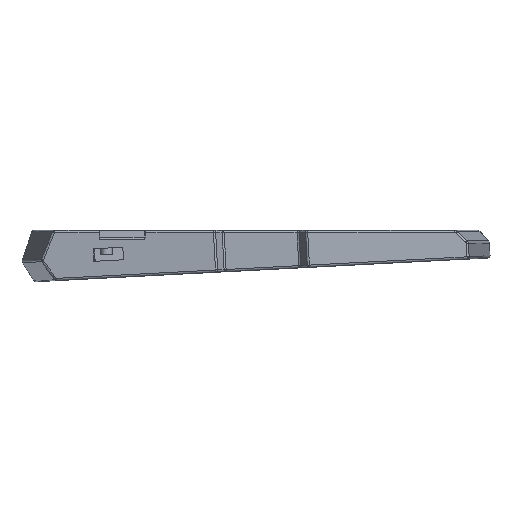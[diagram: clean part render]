
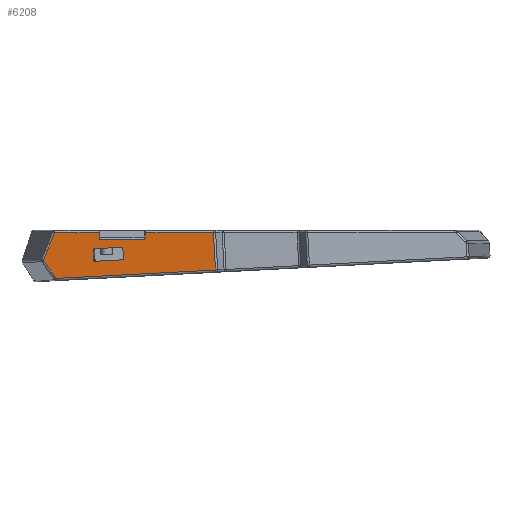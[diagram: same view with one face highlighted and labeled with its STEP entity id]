
A CAD part, left-side view. The second image highlights one B-rep face of the part: STEP entity #6208.
In plain terms, the highlighted planar face has unit normal (-0.996, 0.087, -0.005).
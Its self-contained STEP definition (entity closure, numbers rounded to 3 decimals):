
#406=FACE_BOUND('',#1431,.T.);
#698=B_SPLINE_CURVE_WITH_KNOTS('',3,(#15764,#15765,#15766,#15767),
 .UNSPECIFIED.,.F.,.F.,(4,4),(1.058,2.374),
 .UNSPECIFIED.);
#700=B_SPLINE_CURVE_WITH_KNOTS('',3,(#15796,#15797,#15798,#15799),
 .UNSPECIFIED.,.F.,.F.,(4,4),(0.,0.972),.UNSPECIFIED.);
#964=FACE_OUTER_BOUND('',#1430,.T.);
#1430=EDGE_LOOP('',(#5160,#5161,#5162,#5163,#5164,#5165,#5166,#5167,#5168));
#1431=EDGE_LOOP('',(#5169,#5170,#5171,#5172));
#1706=LINE('',#9306,#2208);
#1710=LINE('',#9313,#2212);
#1713=LINE('',#9319,#2215);
#1715=LINE('',#9322,#2217);
#1956=LINE('',#16624,#2458);
#1957=LINE('',#16629,#2459);
#1958=LINE('',#16631,#2460);
#1959=LINE('',#16633,#2461);
#1960=LINE('',#16635,#2462);
#1961=LINE('',#16636,#2463);
#1962=LINE('',#16637,#2464);
#2208=VECTOR('',#7366,10.);
#2212=VECTOR('',#7372,10.);
#2215=VECTOR('',#7377,10.);
#2217=VECTOR('',#7381,10.);
#2458=VECTOR('',#8432,10.);
#2459=VECTOR('',#8439,10.);
#2460=VECTOR('',#8440,10.);
#2461=VECTOR('',#8441,10.);
#2462=VECTOR('',#8442,10.);
#2463=VECTOR('',#8443,10.);
#2464=VECTOR('',#8444,10.);
#2702=VERTEX_POINT('',#9303);
#2703=VERTEX_POINT('',#9305);
#2705=VERTEX_POINT('',#9311);
#2707=VERTEX_POINT('',#9317);
#2952=VERTEX_POINT('',#15715);
#2954=VERTEX_POINT('',#15763);
#2956=VERTEX_POINT('',#15794);
#3044=VERTEX_POINT('',#16618);
#3045=VERTEX_POINT('',#16622);
#3046=VERTEX_POINT('',#16628);
#3047=VERTEX_POINT('',#16630);
#3048=VERTEX_POINT('',#16632);
#3049=VERTEX_POINT('',#16634);
#3280=EDGE_CURVE('',#2703,#2702,#1706,.T.);
#3284=EDGE_CURVE('',#2702,#2705,#1710,.T.);
#3287=EDGE_CURVE('',#2705,#2707,#1713,.T.);
#3289=EDGE_CURVE('',#2707,#2703,#1715,.T.);
#3636=EDGE_CURVE('',#2952,#2954,#698,.T.);
#3640=EDGE_CURVE('',#2956,#2952,#700,.T.);
#3807=EDGE_CURVE('',#3044,#3045,#1956,.T.);
#3809=EDGE_CURVE('',#3046,#3044,#1957,.T.);
#3810=EDGE_CURVE('',#3046,#3047,#1958,.T.);
#3811=EDGE_CURVE('',#3048,#3047,#1959,.T.);
#3812=EDGE_CURVE('',#3048,#3049,#1960,.T.);
#3813=EDGE_CURVE('',#2954,#3049,#1961,.T.);
#3814=EDGE_CURVE('',#3045,#2956,#1962,.T.);
#5160=ORIENTED_EDGE('',*,*,#3807,.F.);
#5161=ORIENTED_EDGE('',*,*,#3809,.F.);
#5162=ORIENTED_EDGE('',*,*,#3810,.T.);
#5163=ORIENTED_EDGE('',*,*,#3811,.F.);
#5164=ORIENTED_EDGE('',*,*,#3812,.T.);
#5165=ORIENTED_EDGE('',*,*,#3813,.F.);
#5166=ORIENTED_EDGE('',*,*,#3636,.F.);
#5167=ORIENTED_EDGE('',*,*,#3640,.F.);
#5168=ORIENTED_EDGE('',*,*,#3814,.F.);
#5169=ORIENTED_EDGE('',*,*,#3280,.T.);
#5170=ORIENTED_EDGE('',*,*,#3284,.T.);
#5171=ORIENTED_EDGE('',*,*,#3287,.T.);
#5172=ORIENTED_EDGE('',*,*,#3289,.T.);
#5880=PLANE('',#6872);
#6208=ADVANCED_FACE('',(#964,#406),#5880,.T.);
#6872=AXIS2_PLACEMENT_3D('',#16627,#8437,#8438);
#7366=DIRECTION('',(0.,-0.052,-0.999));
#7372=DIRECTION('',(0.087,0.995,-0.052));
#7377=DIRECTION('',(0.,0.052,0.999));
#7381=DIRECTION('',(-0.087,-0.995,0.052));
#8432=DIRECTION('',(0.,-0.052,-0.999));
#8437=DIRECTION('center_axis',(-0.996,0.087,-0.005));
#8438=DIRECTION('ref_axis',(-0.005,0.,1.));
#8439=DIRECTION('',(-0.087,-0.996,0.));
#8440=DIRECTION('',(0.005,0.,-1.));
#8441=DIRECTION('',(-0.087,-0.996,0.));
#8442=DIRECTION('',(-0.005,0.,1.));
#8443=DIRECTION('',(-0.087,-0.996,0.));
#8444=DIRECTION('',(0.087,0.995,-0.052));
#9303=CARTESIAN_POINT('',(-156.441,60.005,-12.912));
#9305=CARTESIAN_POINT('',(-156.441,60.292,-7.419));
#9306=CARTESIAN_POINT('',(-156.441,59.806,-16.707));
#9311=CARTESIAN_POINT('',(-155.307,72.937,-13.59));
#9313=CARTESIAN_POINT('',(-154.107,86.616,-14.307));
#9317=CARTESIAN_POINT('',(-155.307,73.225,-8.097));
#9319=CARTESIAN_POINT('',(-155.307,72.882,-14.638));
#9322=CARTESIAN_POINT('',(-154.674,80.438,-8.475));
#15715=CARTESIAN_POINT('',(-153.364,95.164,-13.198));
#15763=CARTESIAN_POINT('',(-153.852,90.221,-1.005));
#15764=CARTESIAN_POINT('Ctrl Pts',(-153.364,95.164,-13.198));
#15765=CARTESIAN_POINT('Ctrl Pts',(-153.527,93.517,-9.134));
#15766=CARTESIAN_POINT('Ctrl Pts',(-153.69,91.869,-5.069));
#15767=CARTESIAN_POINT('Ctrl Pts',(-153.852,90.221,-1.005));
#15794=CARTESIAN_POINT('',(-153.826,89.471,-21.065));
#15796=CARTESIAN_POINT('Ctrl Pts',(-153.826,89.471,-21.065));
#15797=CARTESIAN_POINT('Ctrl Pts',(-153.672,91.368,-18.443));
#15798=CARTESIAN_POINT('Ctrl Pts',(-153.518,93.266,-15.82));
#15799=CARTESIAN_POINT('Ctrl Pts',(-153.364,95.164,-13.198));
#16618=CARTESIAN_POINT('',(-159.944,20.589,-1.005));
#16622=CARTESIAN_POINT('',(-159.944,19.73,-17.41));
#16624=CARTESIAN_POINT('',(-159.944,19.677,-18.409));
#16627=CARTESIAN_POINT('Origin',(-152.907,99.898,-22.613));
#16628=CARTESIAN_POINT('',(-157.317,50.623,-1.005));
#16629=CARTESIAN_POINT('',(-156.757,57.024,-1.005));
#16630=CARTESIAN_POINT('',(-157.303,50.622,-4.005));
#16631=CARTESIAN_POINT('',(-157.27,50.619,-11.311));
#16632=CARTESIAN_POINT('',(-155.56,70.546,-4.005));
#16633=CARTESIAN_POINT('',(-156.653,58.055,-4.005));
#16634=CARTESIAN_POINT('',(-155.574,70.547,-1.005));
#16635=CARTESIAN_POINT('',(-155.527,70.543,-11.307));
#16636=CARTESIAN_POINT('',(-156.757,57.024,-1.005));
#16637=CARTESIAN_POINT('',(-156.528,58.669,-19.451));
